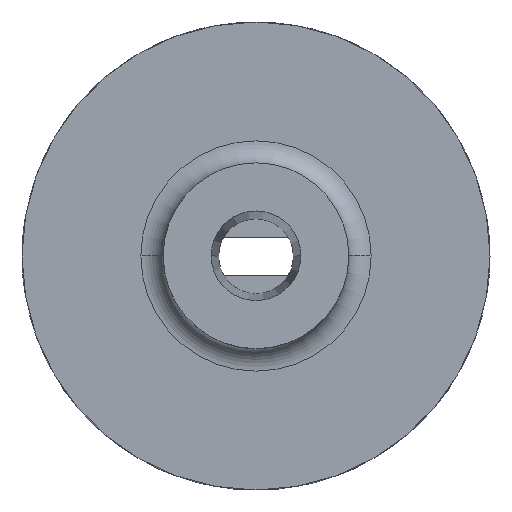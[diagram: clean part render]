
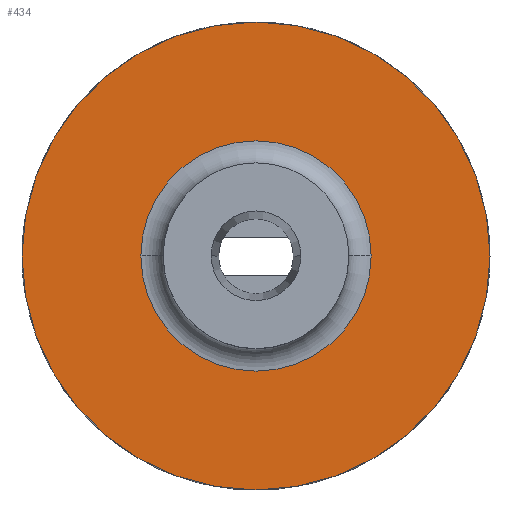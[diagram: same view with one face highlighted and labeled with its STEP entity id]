
A CAD part, top view. The second image highlights one B-rep face of the part: STEP entity #434.
In plain terms, the highlighted planar face has unit normal (0, 0, 1).
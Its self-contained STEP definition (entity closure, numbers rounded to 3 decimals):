
#79 = ORIENTED_EDGE ( 'NONE', *, *, #2209, .F. ) ;
#181 = DIRECTION ( 'NONE',  ( -1., 0., 0. ) ) ;
#187 = EDGE_CURVE ( 'NONE', #2277, #1299, #320, .T. ) ;
#320 = CIRCLE ( 'NONE', #1511, 15.5 ) ;
#340 = FACE_OUTER_BOUND ( 'NONE', #1145, .T. ) ;
#434 = ADVANCED_FACE ( 'NONE', ( #875, #340 ), #2446, .F. ) ;
#522 = ORIENTED_EDGE ( 'NONE', *, *, #187, .T. ) ;
#755 = AXIS2_PLACEMENT_3D ( 'NONE', #2495, #1466, #1055 ) ;
#757 = VERTEX_POINT ( 'NONE', #1320 ) ;
#762 = DIRECTION ( 'NONE',  ( 0., 0., -1. ) ) ;
#796 = EDGE_CURVE ( 'NONE', #1299, #2277, #1627, .T. ) ;
#875 = FACE_BOUND ( 'NONE', #2608, .T. ) ;
#1007 = DIRECTION ( 'NONE',  ( -1., 0., 0. ) ) ;
#1011 = CARTESIAN_POINT ( 'NONE',  ( 0., 0., 27. ) ) ;
#1055 = DIRECTION ( 'NONE',  ( -1., 0., 0. ) ) ;
#1084 = CARTESIAN_POINT ( 'NONE',  ( -31.5, 0., 27. ) ) ;
#1145 = EDGE_LOOP ( 'NONE', ( #1613, #79 ) ) ;
#1178 = CARTESIAN_POINT ( 'NONE',  ( 0., 0., 27. ) ) ;
#1192 = CARTESIAN_POINT ( 'NONE',  ( 0., 0., 27. ) ) ;
#1207 = CIRCLE ( 'NONE', #755, 31.5 ) ;
#1299 = VERTEX_POINT ( 'NONE', #2137 ) ;
#1320 = CARTESIAN_POINT ( 'NONE',  ( 31.5, 0., 27. ) ) ;
#1416 = AXIS2_PLACEMENT_3D ( 'NONE', #1178, #762, #1007 ) ;
#1466 = DIRECTION ( 'NONE',  ( 0., 0., -1. ) ) ;
#1511 = AXIS2_PLACEMENT_3D ( 'NONE', #1192, #2195, #1605 ) ;
#1605 = DIRECTION ( 'NONE',  ( -1., 0., 0. ) ) ;
#1613 = ORIENTED_EDGE ( 'NONE', *, *, #2584, .F. ) ;
#1627 = CIRCLE ( 'NONE', #1701, 15.5 ) ;
#1667 = ORIENTED_EDGE ( 'NONE', *, *, #796, .T. ) ;
#1701 = AXIS2_PLACEMENT_3D ( 'NONE', #1772, #1764, #1940 ) ;
#1764 = DIRECTION ( 'NONE',  ( 0., 0., -1. ) ) ;
#1772 = CARTESIAN_POINT ( 'NONE',  ( 0., 0., 27. ) ) ;
#1940 = DIRECTION ( 'NONE',  ( -1., 0., 0. ) ) ;
#2037 = AXIS2_PLACEMENT_3D ( 'NONE', #1011, #2658, #181 ) ;
#2137 = CARTESIAN_POINT ( 'NONE',  ( 15.5, 0., 27. ) ) ;
#2195 = DIRECTION ( 'NONE',  ( 0., 0., -1. ) ) ;
#2209 = EDGE_CURVE ( 'NONE', #757, #2278, #1207, .T. ) ;
#2277 = VERTEX_POINT ( 'NONE', #2329 ) ;
#2278 = VERTEX_POINT ( 'NONE', #1084 ) ;
#2329 = CARTESIAN_POINT ( 'NONE',  ( -15.5, 0., 27. ) ) ;
#2439 = CIRCLE ( 'NONE', #2037, 31.5 ) ;
#2446 = PLANE ( 'NONE',  #1416 ) ;
#2495 = CARTESIAN_POINT ( 'NONE',  ( 0., 0., 27. ) ) ;
#2584 = EDGE_CURVE ( 'NONE', #2278, #757, #2439, .T. ) ;
#2608 = EDGE_LOOP ( 'NONE', ( #522, #1667 ) ) ;
#2658 = DIRECTION ( 'NONE',  ( 0., 0., -1. ) ) ;
